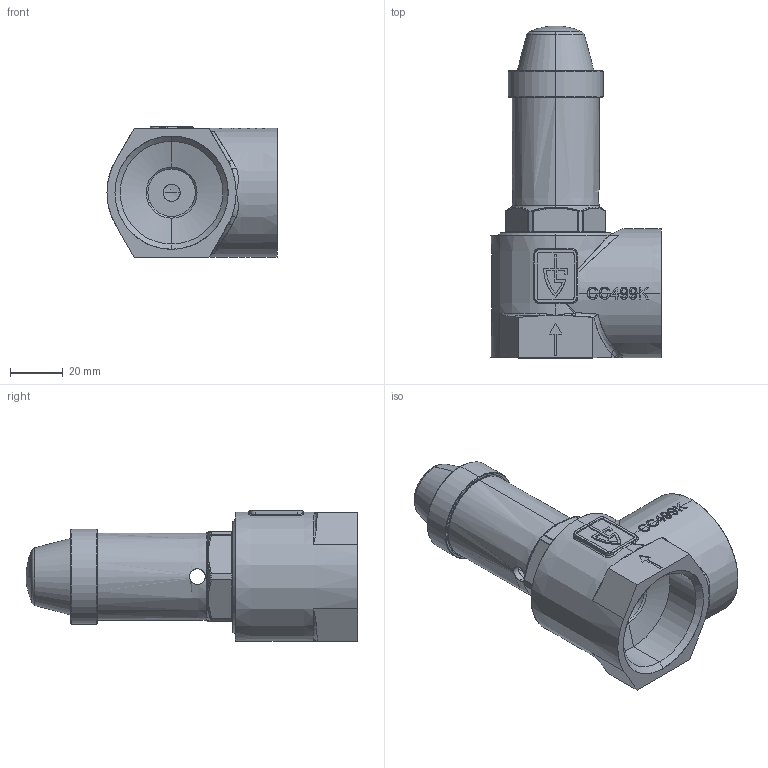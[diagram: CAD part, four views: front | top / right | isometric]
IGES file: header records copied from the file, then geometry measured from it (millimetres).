
Start section: SolidWorks IGES file using analytic representation for surfaces
Global section: file name: 860 1 1-4 Dummy.IGS; native system: SolidWorks 2010; preprocessor: SolidWorks 2010; author: Blankenhorn2; date: 100809.155713; units: millimetre
Bounding box: 64.5 x 125.9 x 49.5 mm (x, y, z)
Surface area: 44041 mm2 (no closed solid volume)
Topology: 0 solids, 0 shells, 542 faces, 7336 edges, 7323 vertices
Faces by surface type: bspline 323, revolution 219
